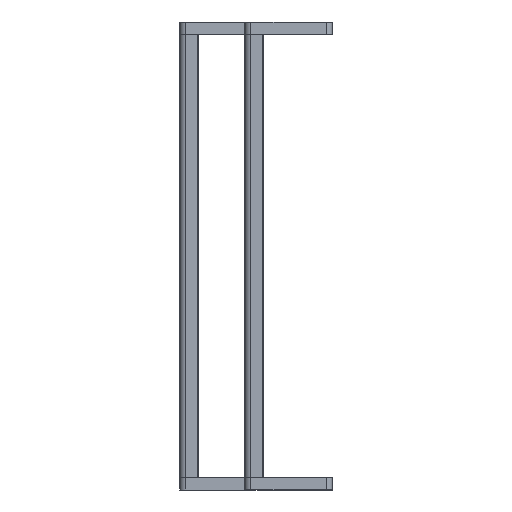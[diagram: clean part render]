
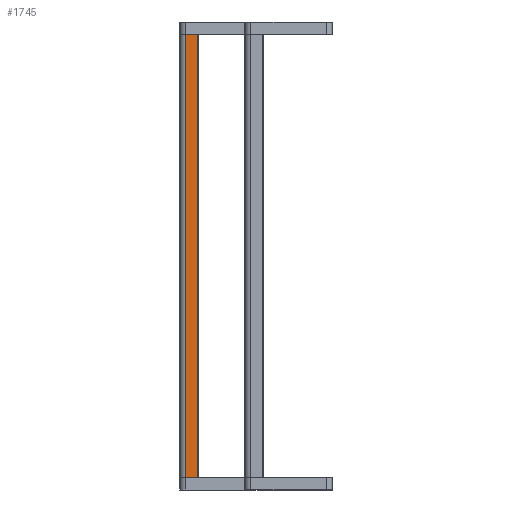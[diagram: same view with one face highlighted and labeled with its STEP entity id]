
A CAD part, left-side view. The second image highlights one B-rep face of the part: STEP entity #1745.
In plain terms, the highlighted face is planar.
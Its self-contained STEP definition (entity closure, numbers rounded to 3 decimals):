
#702 = FACE_OUTER_BOUND ( 'NONE', #22657, .T. ) ;
#1306 = DIRECTION ( 'NONE',  ( 0., 0., -1. ) ) ;
#1453 = EDGE_CURVE ( 'NONE', #29838, #32673, #8806, .T. ) ;
#1745 = ADVANCED_FACE ( 'NONE', ( #702 ), #10498, .F. ) ;
#1926 = VECTOR ( 'NONE', #5444, 1000. ) ;
#2801 = VECTOR ( 'NONE', #19284, 1000. ) ;
#5444 = DIRECTION ( 'NONE',  ( 0., 1., 0. ) ) ;
#8806 = LINE ( 'NONE', #11732, #2801 ) ;
#10498 = PLANE ( 'NONE',  #13743 ) ;
#10920 = CARTESIAN_POINT ( 'NONE',  ( 40., 45.451, 0. ) ) ;
#11732 = CARTESIAN_POINT ( 'NONE',  ( 40., -11.549, 2180. ) ) ;
#13311 = CARTESIAN_POINT ( 'NONE',  ( 40., 45.451, 2180. ) ) ;
#13743 = AXIS2_PLACEMENT_3D ( 'NONE', #28876, #24058, #18561 ) ;
#13890 = EDGE_CURVE ( 'NONE', #17823, #30851, #30148, .T. ) ;
#15556 = VECTOR ( 'NONE', #1306, 1000. ) ;
#15626 = CARTESIAN_POINT ( 'NONE',  ( 40., -11.549, 0. ) ) ;
#16755 = ORIENTED_EDGE ( 'NONE', *, *, #13890, .F. ) ;
#17380 = EDGE_CURVE ( 'NONE', #32673, #30851, #31201, .T. ) ;
#17823 = VERTEX_POINT ( 'NONE', #13311 ) ;
#18060 = CARTESIAN_POINT ( 'NONE',  ( 40., 45.451, 2180. ) ) ;
#18554 = CARTESIAN_POINT ( 'NONE',  ( 40., -11.549, 2180. ) ) ;
#18561 = DIRECTION ( 'NONE',  ( 0., -1., 0. ) ) ;
#18948 = ORIENTED_EDGE ( 'NONE', *, *, #1453, .T. ) ;
#19284 = DIRECTION ( 'NONE',  ( 0., 0., -1. ) ) ;
#21444 = CARTESIAN_POINT ( 'NONE',  ( 40., -14.549, 2180. ) ) ;
#21787 = DIRECTION ( 'NONE',  ( 0., 1., 0. ) ) ;
#22657 = EDGE_LOOP ( 'NONE', ( #25079, #18948, #33409, #16755 ) ) ;
#24058 = DIRECTION ( 'NONE',  ( -1., 0., 0. ) ) ;
#25079 = ORIENTED_EDGE ( 'NONE', *, *, #32852, .F. ) ;
#26581 = CARTESIAN_POINT ( 'NONE',  ( 40., -14.549, 0. ) ) ;
#28449 = VECTOR ( 'NONE', #21787, 1000. ) ;
#28876 = CARTESIAN_POINT ( 'NONE',  ( 40., -14.549, 2180. ) ) ;
#29011 = LINE ( 'NONE', #21444, #28449 ) ;
#29838 = VERTEX_POINT ( 'NONE', #18554 ) ;
#30148 = LINE ( 'NONE', #18060, #15556 ) ;
#30851 = VERTEX_POINT ( 'NONE', #10920 ) ;
#31201 = LINE ( 'NONE', #26581, #1926 ) ;
#32673 = VERTEX_POINT ( 'NONE', #15626 ) ;
#32852 = EDGE_CURVE ( 'NONE', #29838, #17823, #29011, .T. ) ;
#33409 = ORIENTED_EDGE ( 'NONE', *, *, #17380, .T. ) ;
